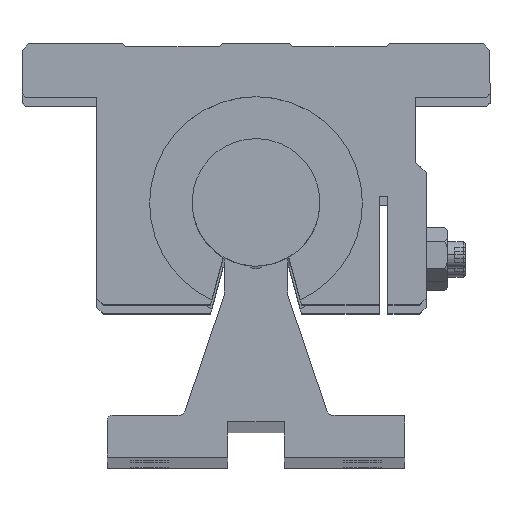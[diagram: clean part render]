
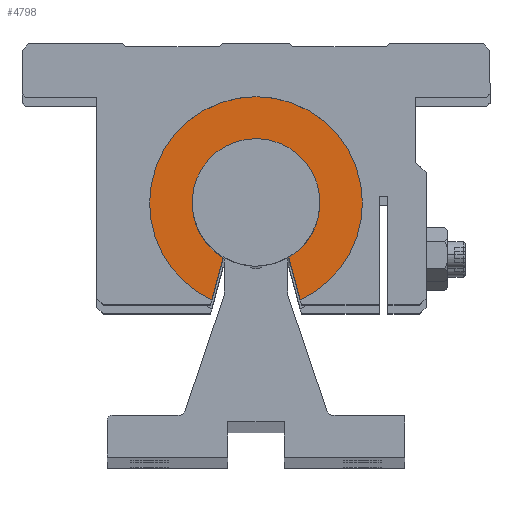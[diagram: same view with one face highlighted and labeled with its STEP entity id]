
A CAD part, top view. The second image highlights one B-rep face of the part: STEP entity #4798.
In plain terms, the highlighted planar face has unit normal (0, 0, 1).
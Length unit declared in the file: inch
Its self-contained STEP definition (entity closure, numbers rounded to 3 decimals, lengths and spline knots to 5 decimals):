
#138 = VERTEX_POINT ( 'NONE', #2562 ) ;
#162 = CARTESIAN_POINT ( 'NONE',  ( -0.19291, -0.32157, -0.15 ) ) ;
#166 = ORIENTED_EDGE ( 'NONE', *, *, #1179, .T. ) ;
#209 = AXIS2_PLACEMENT_3D ( 'NONE', #3297, #1353, #2268 ) ;
#344 = EDGE_CURVE ( 'NONE', #3752, #138, #885, .T. ) ;
#466 = VERTEX_POINT ( 'NONE', #2402 ) ;
#518 = DIRECTION ( 'NONE',  ( 1., 0., 0. ) ) ;
#620 = VECTOR ( 'NONE', #3559, 39.37008 ) ;
#665 = AXIS2_PLACEMENT_3D ( 'NONE', #4718, #2100, #518 ) ;
#732 = DIRECTION ( 'NONE',  ( 1., 0., 0. ) ) ;
#801 = CARTESIAN_POINT ( 'NONE',  ( 0.19291, -0.32165, -0.15 ) ) ;
#826 = EDGE_CURVE ( 'NONE', #4091, #4714, #4112, .T. ) ;
#861 = FACE_OUTER_BOUND ( 'NONE', #1457, .T. ) ;
#885 = LINE ( 'NONE', #2428, #620 ) ;
#1028 = EDGE_CURVE ( 'NONE', #1516, #1209, #4353, .T. ) ;
#1090 = CARTESIAN_POINT ( 'NONE',  ( -0.375, 0., -0.15 ) ) ;
#1170 = DIRECTION ( 'NONE',  ( 0., -1., 0. ) ) ;
#1173 = AXIS2_PLACEMENT_3D ( 'NONE', #3513, #1927, #732 ) ;
#1179 = EDGE_CURVE ( 'NONE', #2516, #4091, #2898, .T. ) ;
#1209 = VERTEX_POINT ( 'NONE', #1090 ) ;
#1210 = CARTESIAN_POINT ( 'NONE',  ( 0.375, 0., -0.15 ) ) ;
#1290 = CARTESIAN_POINT ( 'NONE',  ( 0.19291, -0.32165, -0.15 ) ) ;
#1343 = DIRECTION ( 'NONE',  ( 1., 0., 0. ) ) ;
#1353 = DIRECTION ( 'NONE',  ( 0., 0., 1. ) ) ;
#1388 = CARTESIAN_POINT ( 'NONE',  ( -0.2593, -0.56889, -0.15 ) ) ;
#1428 = ORIENTED_EDGE ( 'NONE', *, *, #2217, .T. ) ;
#1457 = EDGE_LOOP ( 'NONE', ( #3937, #3139, #2098, #3013, #1428, #4986, #3102, #4646, #166, #2864 ) ) ;
#1503 = DIRECTION ( 'NONE',  ( 0., 0., -1. ) ) ;
#1516 = VERTEX_POINT ( 'NONE', #162 ) ;
#1719 = LINE ( 'NONE', #1290, #1988 ) ;
#1724 = EDGE_CURVE ( 'NONE', #1209, #2012, #3891, .T. ) ;
#1774 = AXIS2_PLACEMENT_3D ( 'NONE', #2416, #3288, #1343 ) ;
#1927 = DIRECTION ( 'NONE',  ( 0., 0., 1. ) ) ;
#1988 = VECTOR ( 'NONE', #4821, 39.37008 ) ;
#2012 = VERTEX_POINT ( 'NONE', #1210 ) ;
#2037 = CARTESIAN_POINT ( 'NONE',  ( -0.6252, 0., -0.15 ) ) ;
#2072 = PLANE ( 'NONE',  #665 ) ;
#2098 = ORIENTED_EDGE ( 'NONE', *, *, #1028, .T. ) ;
#2100 = DIRECTION ( 'NONE',  ( 0., 0., 1. ) ) ;
#2108 = DIRECTION ( 'NONE',  ( 0., 0., -1. ) ) ;
#2217 = EDGE_CURVE ( 'NONE', #2012, #3885, #3106, .T. ) ;
#2268 = DIRECTION ( 'NONE',  ( 1., 0., 0. ) ) ;
#2293 = AXIS2_PLACEMENT_3D ( 'NONE', #4612, #1503, #3040 ) ;
#2402 = CARTESIAN_POINT ( 'NONE',  ( -0.19291, -0.32165, -0.15 ) ) ;
#2416 = CARTESIAN_POINT ( 'NONE',  ( 0., 0., -0.15 ) ) ;
#2428 = CARTESIAN_POINT ( 'NONE',  ( 0.19291, -0.32165, -0.15 ) ) ;
#2516 = VERTEX_POINT ( 'NONE', #4478 ) ;
#2562 = CARTESIAN_POINT ( 'NONE',  ( 0.2593, -0.56889, -0.15 ) ) ;
#2563 = DIRECTION ( 'NONE',  ( 0.259, 0.966, 0. ) ) ;
#2786 = CARTESIAN_POINT ( 'NONE',  ( 0.19291, -0.32157, -0.15 ) ) ;
#2864 = ORIENTED_EDGE ( 'NONE', *, *, #826, .T. ) ;
#2879 = EDGE_CURVE ( 'NONE', #1516, #466, #4706, .T. ) ;
#2898 = CIRCLE ( 'NONE', #4437, 0.6252 ) ;
#3013 = ORIENTED_EDGE ( 'NONE', *, *, #1724, .T. ) ;
#3040 = DIRECTION ( 'NONE',  ( 1., 0., 0. ) ) ;
#3102 = ORIENTED_EDGE ( 'NONE', *, *, #344, .T. ) ;
#3106 = CIRCLE ( 'NONE', #2293, 0.375 ) ;
#3139 = ORIENTED_EDGE ( 'NONE', *, *, #2879, .F. ) ;
#3241 = EDGE_CURVE ( 'NONE', #138, #2516, #3376, .T. ) ;
#3288 = DIRECTION ( 'NONE',  ( 0., 0., -1. ) ) ;
#3297 = CARTESIAN_POINT ( 'NONE',  ( 0., 0., -0.15 ) ) ;
#3375 = VECTOR ( 'NONE', #2563, 39.37008 ) ;
#3376 = CIRCLE ( 'NONE', #1173, 0.6252 ) ;
#3469 = EDGE_CURVE ( 'NONE', #3752, #3885, #1719, .T. ) ;
#3513 = CARTESIAN_POINT ( 'NONE',  ( 0., 0., -0.15 ) ) ;
#3559 = DIRECTION ( 'NONE',  ( 0.259, -0.966, 0. ) ) ;
#3622 = EDGE_CURVE ( 'NONE', #4714, #466, #4868, .T. ) ;
#3669 = DIRECTION ( 'NONE',  ( 1., 0., 0. ) ) ;
#3692 = DIRECTION ( 'NONE',  ( 0., 0., 1. ) ) ;
#3752 = VERTEX_POINT ( 'NONE', #801 ) ;
#3762 = CARTESIAN_POINT ( 'NONE',  ( 0., 0., -0.15 ) ) ;
#3885 = VERTEX_POINT ( 'NONE', #2786 ) ;
#3891 = CIRCLE ( 'NONE', #1774, 0.375 ) ;
#3937 = ORIENTED_EDGE ( 'NONE', *, *, #3622, .T. ) ;
#3965 = CARTESIAN_POINT ( 'NONE',  ( 0., 0., -0.15 ) ) ;
#4059 = CARTESIAN_POINT ( 'NONE',  ( -0.2593, -0.56889, -0.15 ) ) ;
#4091 = VERTEX_POINT ( 'NONE', #2037 ) ;
#4112 = CIRCLE ( 'NONE', #209, 0.6252 ) ;
#4353 = CIRCLE ( 'NONE', #4520, 0.375 ) ;
#4437 = AXIS2_PLACEMENT_3D ( 'NONE', #3762, #3692, #4568 ) ;
#4478 = CARTESIAN_POINT ( 'NONE',  ( 0.6252, 0., -0.15 ) ) ;
#4520 = AXIS2_PLACEMENT_3D ( 'NONE', #3965, #2108, #3669 ) ;
#4568 = DIRECTION ( 'NONE',  ( 1., 0., 0. ) ) ;
#4612 = CARTESIAN_POINT ( 'NONE',  ( 0., 0., -0.15 ) ) ;
#4646 = ORIENTED_EDGE ( 'NONE', *, *, #3241, .T. ) ;
#4706 = LINE ( 'NONE', #5025, #4981 ) ;
#4714 = VERTEX_POINT ( 'NONE', #4059 ) ;
#4718 = CARTESIAN_POINT ( 'NONE',  ( -0.6327, -0.57607, -0.15 ) ) ;
#4798 = ADVANCED_FACE ( 'NONE', ( #861 ), #2072, .T. ) ;
#4821 = DIRECTION ( 'NONE',  ( 0., 1., 0. ) ) ;
#4868 = LINE ( 'NONE', #1388, #3375 ) ;
#4981 = VECTOR ( 'NONE', #1170, 39.37008 ) ;
#4986 = ORIENTED_EDGE ( 'NONE', *, *, #3469, .F. ) ;
#5025 = CARTESIAN_POINT ( 'NONE',  ( -0.19291, -0.32165, -0.15 ) ) ;
